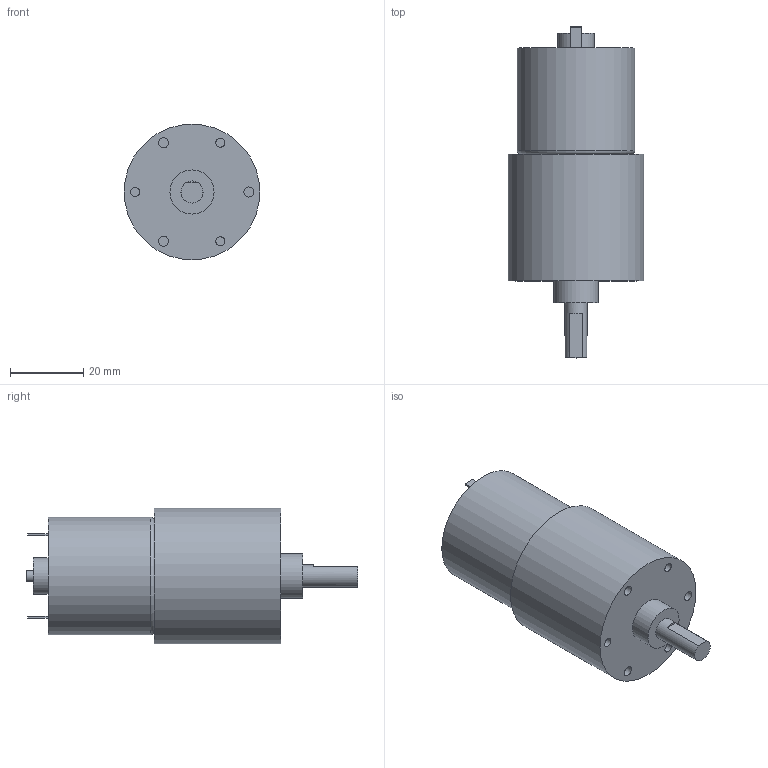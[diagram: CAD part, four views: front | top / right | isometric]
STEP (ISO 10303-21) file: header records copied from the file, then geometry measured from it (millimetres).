
FILE_DESCRIPTION( ( 'Unknown' ), '1' );
FILE_NAME( 'SDC3729-750--1875-F.stp', 'Unknown', ( 'Unknown' ), ( 'Unknown' ), 'PSStep 17.0.49', 'Unknown', ' ' );
FILE_SCHEMA( ( 'AUTOMOTIVE_DESIGN { 1 0 10303 214 1 1 1 1 }' ) );
Length unit declared in the file: millimetre
Products named in the file (1): 1
Bounding box: 37 x 90.5 x 37 mm (x, y, z)
Volume: 61671 mm3; surface area: 10200.3 mm2
Topology: 1 solids, 1 shells, 38 faces, 68 edges, 45 vertices
Faces by surface type: plane 25, cylinder 12, torus 1
Full cylindrical faces by diameter (mm): 2.459 x3, 2.74 x3, 3 x1, 6 x1, 10 x1, 12 x1, 32 x1, 37 x1
Entity records: 1176 total; most frequent: DIRECTION 158, CARTESIAN_POINT 137, ORIENTED_EDGE 108, AXIS2_PLACEMENT_3D 65, EDGE_LOOP 64, EDGE_CURVE 54, FACE_OUTER_BOUND 51, VERTEX_POINT 44
